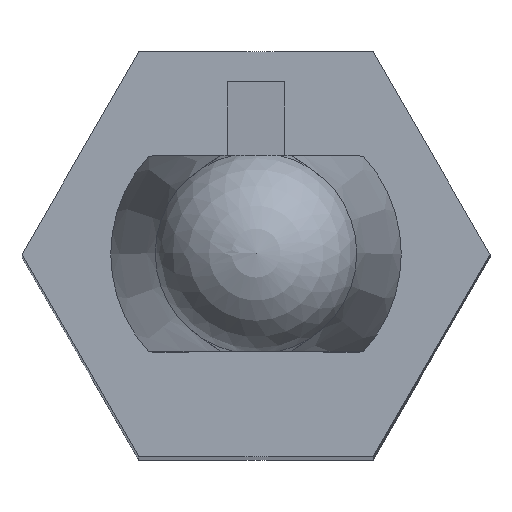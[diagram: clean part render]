
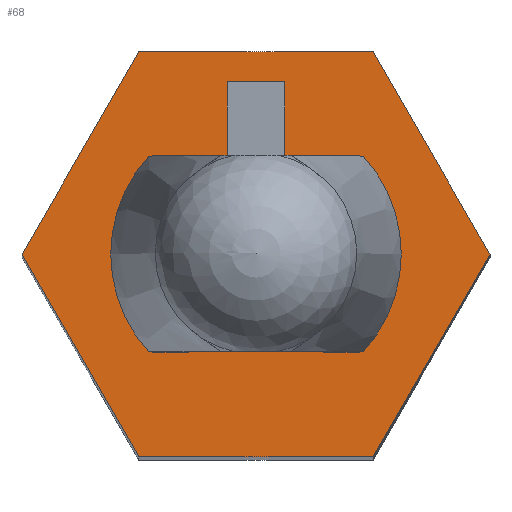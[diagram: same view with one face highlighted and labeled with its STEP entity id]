
A CAD part, top view. The second image highlights one B-rep face of the part: STEP entity #68.
In plain terms, the highlighted planar face has unit normal (0, 0, 1).
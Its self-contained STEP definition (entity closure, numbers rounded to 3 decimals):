
#68 = ADVANCED_FACE( '', ( #168, #169, #170 ), #171, .F. );
#168 = FACE_BOUND( '', #304, .T. );
#169 = FACE_BOUND( '', #305, .T. );
#170 = FACE_OUTER_BOUND( '', #306, .T. );
#171 = PLANE( '', #307 );
#304 = EDGE_LOOP( '', ( #440, #441, #442, #443 ) );
#305 = EDGE_LOOP( '', ( #444, #445, #446, #447 ) );
#306 = EDGE_LOOP( '', ( #448, #449, #450, #451, #452, #453 ) );
#307 = AXIS2_PLACEMENT_3D( '', #454, #455, #456 );
#440 = ORIENTED_EDGE( '', *, *, #788, .T. );
#441 = ORIENTED_EDGE( '', *, *, #789, .T. );
#442 = ORIENTED_EDGE( '', *, *, #790, .T. );
#443 = ORIENTED_EDGE( '', *, *, #791, .T. );
#444 = ORIENTED_EDGE( '', *, *, #792, .T. );
#445 = ORIENTED_EDGE( '', *, *, #793, .T. );
#446 = ORIENTED_EDGE( '', *, *, #794, .F. );
#447 = ORIENTED_EDGE( '', *, *, #795, .T. );
#448 = ORIENTED_EDGE( '', *, *, #796, .F. );
#449 = ORIENTED_EDGE( '', *, *, #797, .F. );
#450 = ORIENTED_EDGE( '', *, *, #798, .F. );
#451 = ORIENTED_EDGE( '', *, *, #799, .F. );
#452 = ORIENTED_EDGE( '', *, *, #800, .F. );
#453 = ORIENTED_EDGE( '', *, *, #801, .F. );
#454 = CARTESIAN_POINT( '', ( 0., 0., 30. ) );
#455 = DIRECTION( '', ( 0., 0., -1. ) );
#456 = DIRECTION( '', ( -1., 0., 0. ) );
#788 = EDGE_CURVE( '', #931, #932, #933, .T. );
#789 = EDGE_CURVE( '', #932, #934, #935, .T. );
#790 = EDGE_CURVE( '', #934, #936, #937, .T. );
#791 = EDGE_CURVE( '', #936, #931, #938, .T. );
#792 = EDGE_CURVE( '', #939, #940, #941, .T. );
#793 = EDGE_CURVE( '', #940, #942, #943, .T. );
#794 = EDGE_CURVE( '', #944, #942, #945, .T. );
#795 = EDGE_CURVE( '', #944, #939, #946, .T. );
#796 = EDGE_CURVE( '', #947, #948, #949, .T. );
#797 = EDGE_CURVE( '', #950, #947, #951, .T. );
#798 = EDGE_CURVE( '', #952, #950, #953, .T. );
#799 = EDGE_CURVE( '', #954, #952, #955, .T. );
#800 = EDGE_CURVE( '', #956, #954, #957, .T. );
#801 = EDGE_CURVE( '', #948, #956, #958, .T. );
#931 = VERTEX_POINT( '', #1132 );
#932 = VERTEX_POINT( '', #1133 );
#933 = LINE( '', #1134, #1135 );
#934 = VERTEX_POINT( '', #1136 );
#935 = LINE( '', #1137, #1138 );
#936 = VERTEX_POINT( '', #1139 );
#937 = LINE( '', #1140, #1141 );
#938 = CIRCLE( '', #1142, 2. );
#939 = VERTEX_POINT( '', #1143 );
#940 = VERTEX_POINT( '', #1144 );
#941 = CIRCLE( '', #1145, 2. );
#942 = VERTEX_POINT( '', #1146 );
#943 = LINE( '', #1147, #1148 );
#944 = VERTEX_POINT( '', #1149 );
#945 = LINE( '', #1150, #1151 );
#946 = LINE( '', #1152, #1153 );
#947 = VERTEX_POINT( '', #1154 );
#948 = VERTEX_POINT( '', #1155 );
#949 = LINE( '', #1156, #1157 );
#950 = VERTEX_POINT( '', #1158 );
#951 = LINE( '', #1159, #1160 );
#952 = VERTEX_POINT( '', #1161 );
#953 = LINE( '', #1162, #1163 );
#954 = VERTEX_POINT( '', #1164 );
#955 = LINE( '', #1165, #1166 );
#956 = VERTEX_POINT( '', #1167 );
#957 = LINE( '', #1168, #1169 );
#958 = LINE( '', #1170, #1171 );
#1132 = CARTESIAN_POINT( '', ( 1.377, -1.45, 30. ) );
#1133 = CARTESIAN_POINT( '', ( 1., -1.45, 30. ) );
#1134 = CARTESIAN_POINT( '', ( 2.15, -1.45, 30. ) );
#1135 = VECTOR( '', #1448, 1000. );
#1136 = CARTESIAN_POINT( '', ( 1., 1.45, 30. ) );
#1137 = CARTESIAN_POINT( '', ( 1., -1.45, 30. ) );
#1138 = VECTOR( '', #1449, 1000. );
#1139 = CARTESIAN_POINT( '', ( 1.377, 1.45, 30. ) );
#1140 = CARTESIAN_POINT( '', ( -2.15, 1.45, 30. ) );
#1141 = VECTOR( '', #1450, 1000. );
#1142 = AXIS2_PLACEMENT_3D( '', #1451, #1452, #1453 );
#1143 = CARTESIAN_POINT( '', ( -1.377, -1.45, 30. ) );
#1144 = CARTESIAN_POINT( '', ( -1.377, 1.45, 30. ) );
#1145 = AXIS2_PLACEMENT_3D( '', #1454, #1455, #1456 );
#1146 = CARTESIAN_POINT( '', ( -1., 1.45, 30. ) );
#1147 = CARTESIAN_POINT( '', ( -2.15, 1.45, 30. ) );
#1148 = VECTOR( '', #1457, 1000. );
#1149 = CARTESIAN_POINT( '', ( -1., -1.45, 30. ) );
#1150 = CARTESIAN_POINT( '', ( -1., -1.45, 30. ) );
#1151 = VECTOR( '', #1458, 1000. );
#1152 = CARTESIAN_POINT( '', ( 2.15, -1.45, 30. ) );
#1153 = VECTOR( '', #1459, 1000. );
#1154 = CARTESIAN_POINT( '', ( 3.464, 0., 30. ) );
#1155 = CARTESIAN_POINT( '', ( 1.732, -3., 30. ) );
#1156 = CARTESIAN_POINT( '', ( 3.464, 0., 30. ) );
#1157 = VECTOR( '', #1460, 1000. );
#1158 = CARTESIAN_POINT( '', ( 1.732, 3., 30. ) );
#1159 = CARTESIAN_POINT( '', ( 1.732, 3., 30. ) );
#1160 = VECTOR( '', #1461, 1000. );
#1161 = CARTESIAN_POINT( '', ( -1.732, 3., 30. ) );
#1162 = CARTESIAN_POINT( '', ( -1.732, 3., 30. ) );
#1163 = VECTOR( '', #1462, 1000. );
#1164 = CARTESIAN_POINT( '', ( -3.464, 0., 30. ) );
#1165 = CARTESIAN_POINT( '', ( -1.732, 3., 30. ) );
#1166 = VECTOR( '', #1463, 1000. );
#1167 = CARTESIAN_POINT( '', ( -1.732, -3., 30. ) );
#1168 = CARTESIAN_POINT( '', ( -3.464, 0., 30. ) );
#1169 = VECTOR( '', #1464, 1000. );
#1170 = CARTESIAN_POINT( '', ( 1.732, -3., 30. ) );
#1171 = VECTOR( '', #1465, 1000. );
#1448 = DIRECTION( '', ( -1., 0., 0. ) );
#1449 = DIRECTION( '', ( 0., 1., 0. ) );
#1450 = DIRECTION( '', ( 1., 0., 0. ) );
#1451 = CARTESIAN_POINT( '', ( 0., 0., 30. ) );
#1452 = DIRECTION( '', ( 0., 0., -1. ) );
#1453 = DIRECTION( '', ( -1., 0., 0. ) );
#1454 = CARTESIAN_POINT( '', ( 0., 0., 30. ) );
#1455 = DIRECTION( '', ( 0., 0., -1. ) );
#1456 = DIRECTION( '', ( -1., 0., 0. ) );
#1457 = DIRECTION( '', ( 1., 0., 0. ) );
#1458 = DIRECTION( '', ( 0., 1., 0. ) );
#1459 = DIRECTION( '', ( -1., 0., 0. ) );
#1460 = DIRECTION( '', ( -0.5, -0.866, 0. ) );
#1461 = DIRECTION( '', ( 0.5, -0.866, 0. ) );
#1462 = DIRECTION( '', ( 1., 0., 0. ) );
#1463 = DIRECTION( '', ( 0.5, 0.866, 0. ) );
#1464 = DIRECTION( '', ( -0.5, 0.866, 0. ) );
#1465 = DIRECTION( '', ( -1., 0., 0. ) );
